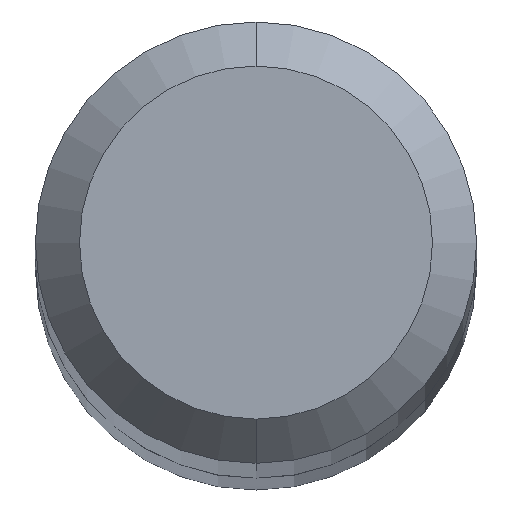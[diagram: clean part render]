
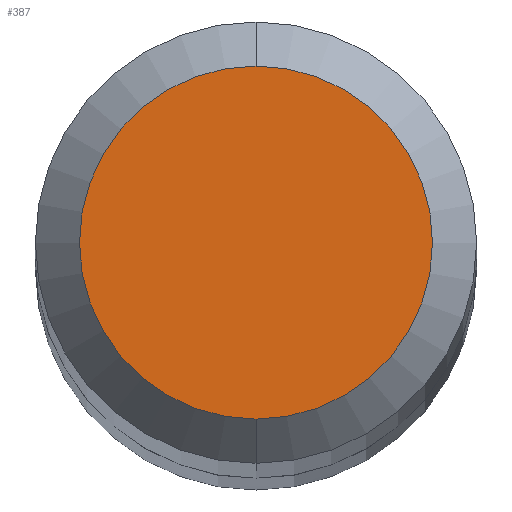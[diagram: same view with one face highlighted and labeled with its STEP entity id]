
A CAD part, top view. The second image highlights one B-rep face of the part: STEP entity #387.
In plain terms, the highlighted planar face has unit normal (0, 0, 1).
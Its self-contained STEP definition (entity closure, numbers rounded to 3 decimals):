
#251=VERTEX_POINT('',#537);
#253=EDGE_CURVE('',#251,#291,#539,.T.);
#291=VERTEX_POINT('',#581);
#333=EDGE_CURVE('',#291,#251,#625,.T.);
#387=ADVANCED_FACE('',(#683),#684,.T.);
#537=CARTESIAN_POINT('',(0.0,1.2,0.0));
#539=CIRCLE('',#968,1.2);
#581=CARTESIAN_POINT('',(0.,-1.2,0.0));
#625=CIRCLE('',#1153,1.2);
#683=FACE_OUTER_BOUND('',#1270,.T.);
#684=PLANE('',#1271);
#968=AXIS2_PLACEMENT_3D('',#1449,#1450,#1451);
#1153=AXIS2_PLACEMENT_3D('',#1524,#1525,#1526);
#1270=EDGE_LOOP('',(#1570,#1571));
#1271=AXIS2_PLACEMENT_3D('',#1572,#1573,#1574);
#1449=CARTESIAN_POINT('',(0.0,0.0,0.0));
#1450=DIRECTION('',(0.0,0.0,-1.0));
#1451=DIRECTION('',(0.0,1.0,0.0));
#1524=CARTESIAN_POINT('',(0.0,0.0,0.0));
#1525=DIRECTION('',(0.0,0.0,-1.0));
#1526=DIRECTION('',(0.0,1.0,0.0));
#1570=ORIENTED_EDGE('',*,*,#253,.F.);
#1571=ORIENTED_EDGE('',*,*,#333,.F.);
#1572=CARTESIAN_POINT('',(0.0,0.6,0.0));
#1573=DIRECTION('',(-0.0,0.0,1.0));
#1574=DIRECTION('',(0.0,-1.0,0.0));
